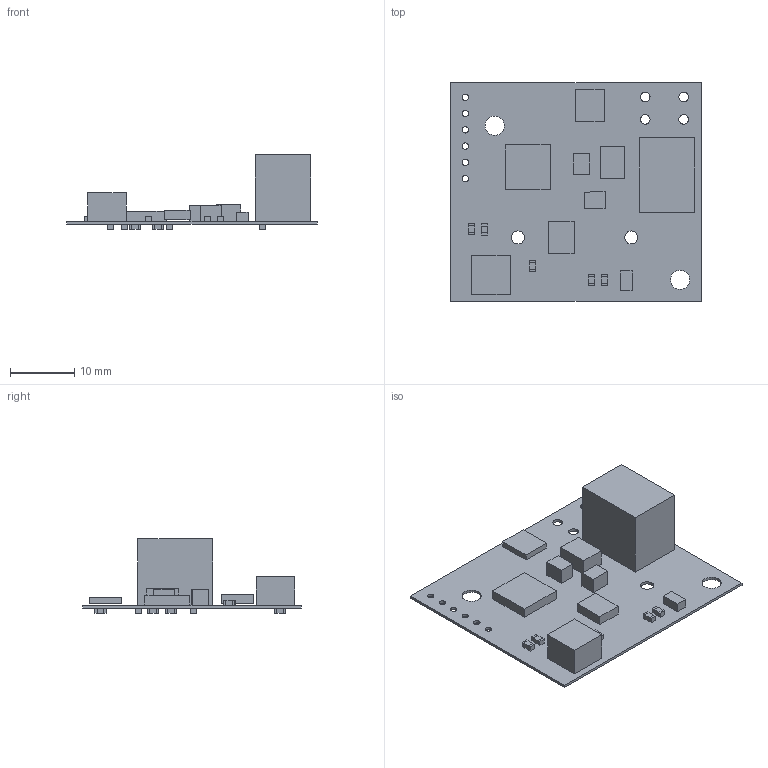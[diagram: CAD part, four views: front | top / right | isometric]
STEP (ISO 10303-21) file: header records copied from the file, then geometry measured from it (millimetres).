
FILE_DESCRIPTION(('Open CASCADE Model'),'2;1');
FILE_NAME('Open CASCADE Shape Model','2019-11-13T18:10:37',('Author'),( 'Open CASCADE'),'Open CASCADE STEP processor 6.8','Open CASCADE 6.8' ,'Unknown');
FILE_SCHEMA(('AUTOMOTIVE_DESIGN { 1 0 10303 214 1 1 1 1 }'));
Length unit declared in the file: millimetre
Products named in the file (51): PCB; Board; U3; 6197511168; Extruded; R1; 4467928000; 4467927808; LED1; 4467927424; U1; 6197247808; L1; 6197510400; C7; 6190790400; C6; 4467926272; U4; 6197510976; U6; 6197510784; R7; R6; C20; U2; 6197510592; S1; 4467926464; R5; C22; C5; 4467927040; 4467927232; C4; C3; C2; C1
Assembly tree (81 placements, depth 4):
  PCB
    Board
    U3
      6197511168
        Extruded
    R1
      4467928000  x2
        Extruded
      4467927808
        Extruded
    LED1
      4467928000  x2
        Extruded
      4467927424
        Extruded
    U1
      6197247808
        Extruded
    L1
      6197510400
        Extruded
    C7
      6190790400
        Extruded
    C6
      4467926272
        Extruded
    U4
      6197510976
        Extruded
    U6
      6197510784
        Extruded
    R7
      4467928000  x2
        Extruded
      4467927808
        Extruded
    R6
      4467928000  x2
        Extruded
      4467927808
        Extruded
    C20
      4467927808
        Extruded
      4467928000  x2
        Extruded
    U2
      6197510592
        Extruded
    S1
      4467926464
        Extruded
    R5
      4467928000  x2
        Extruded
      4467927808
        Extruded
    C22
Bounding box: 39.07 x 34.11 x 11.61 mm (x, y, z)
Volume: 1987.5 mm3; surface area: 4092.3 mm2
Topology: 46 solids, 46 shells, 293 faces, 603 edges, 402 vertices
Faces by surface type: plane 276, cylinder 17
Full cylindrical faces by diameter (mm): 1 x6, 1.15 x3, 1.5 x4, 2.032 x2, 2.997 x2
Entity records: 4245 total; most frequent: DIRECTION 643, CARTESIAN_POINT 574, ORIENTED_EDGE 462, EDGE_CURVE 231, AXIS2_PLACEMENT_3D 223, LINE 197, VECTOR 197, VERTEX_POINT 154
